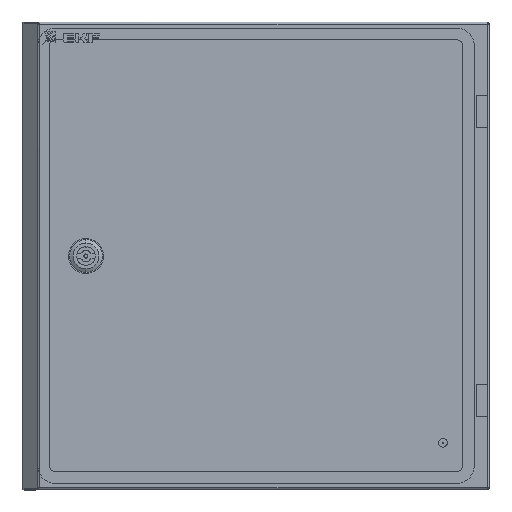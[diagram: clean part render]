
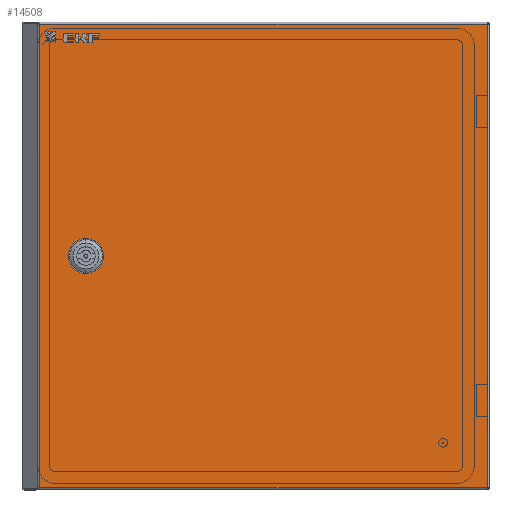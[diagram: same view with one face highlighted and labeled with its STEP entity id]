
A CAD part, top view. The second image highlights one B-rep face of the part: STEP entity #14508.
In plain terms, the highlighted face is planar.
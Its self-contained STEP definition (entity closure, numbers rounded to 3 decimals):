
#23 = EDGE_CURVE ( 'NONE', #14157, #2608, #15897, .T. ) ;
#103 = AXIS2_PLACEMENT_3D ( 'NONE', #18090, #6490, #20044 ) ;
#116 = CARTESIAN_POINT ( 'NONE',  ( 34.5, 0., 189. ) ) ;
#401 = ORIENTED_EDGE ( 'NONE', *, *, #8691, .T. ) ;
#709 = VERTEX_POINT ( 'NONE', #5414 ) ;
#1477 = AXIS2_PLACEMENT_3D ( 'NONE', #11385, #24891, #13300 ) ;
#1806 = DIRECTION ( 'NONE',  ( 0., 0., -1. ) ) ;
#2361 = ORIENTED_EDGE ( 'NONE', *, *, #4786, .F. ) ;
#2608 = VERTEX_POINT ( 'NONE', #18095 ) ;
#2785 = DIRECTION ( 'NONE',  ( 1., 0., 0. ) ) ;
#2801 = EDGE_CURVE ( 'NONE', #709, #12426, #9437, .T. ) ;
#2895 = VERTEX_POINT ( 'NONE', #5751 ) ;
#2956 = CARTESIAN_POINT ( 'NONE',  ( 47., 0., 205. ) ) ;
#3088 = EDGE_LOOP ( 'NONE', ( #20915, #21170, #23753, #23392 ) ) ;
#3140 = CARTESIAN_POINT ( 'NONE',  ( 47., 0., 192.5 ) ) ;
#3257 = CARTESIAN_POINT ( 'NONE',  ( -2.154, 0., 0.75 ) ) ;
#3316 = DIRECTION ( 'NONE',  ( 0., 0., -1. ) ) ;
#3332 = DIRECTION ( 'NONE',  ( 1., 0., 0. ) ) ;
#3633 = DIRECTION ( 'NONE',  ( 0., 0., -1. ) ) ;
#3821 = VERTEX_POINT ( 'NONE', #5084 ) ;
#3872 = CARTESIAN_POINT ( 'NONE',  ( 34.5, 0., 189. ) ) ;
#4053 = ORIENTED_EDGE ( 'NONE', *, *, #24433, .F. ) ;
#4062 = CIRCLE ( 'NONE', #17551, 3.5 ) ;
#4185 = CIRCLE ( 'NONE', #103, 3.5 ) ;
#4648 = LINE ( 'NONE', #10226, #9247 ) ;
#4707 = VERTEX_POINT ( 'NONE', #17728 ) ;
#4786 = EDGE_CURVE ( 'NONE', #12426, #13527, #16835, .T. ) ;
#4903 = DIRECTION ( 'NONE',  ( 0., 0., 1. ) ) ;
#5084 = CARTESIAN_POINT ( 'NONE',  ( 384., 0., 0.75 ) ) ;
#5109 = DIRECTION ( 'NONE',  ( 0., 0., -1. ) ) ;
#5243 = CARTESIAN_POINT ( 'NONE',  ( 34.5, 0., 192.5 ) ) ;
#5307 = CARTESIAN_POINT ( 'NONE',  ( 0.785, 0., 397.5 ) ) ;
#5414 = CARTESIAN_POINT ( 'NONE',  ( 31., 0., 192.5 ) ) ;
#5751 = CARTESIAN_POINT ( 'NONE',  ( 31., 0., 205. ) ) ;
#6321 = LINE ( 'NONE', #15401, #16650 ) ;
#6366 = DIRECTION ( 'NONE',  ( -1., 0., 0. ) ) ;
#6490 = DIRECTION ( 'NONE',  ( 0., -1., 0. ) ) ;
#6601 = DIRECTION ( 'NONE',  ( 0., 0., -1. ) ) ;
#6769 = FACE_OUTER_BOUND ( 'NONE', #3088, .T. ) ;
#6982 = VERTEX_POINT ( 'NONE', #23867 ) ;
#7065 = CARTESIAN_POINT ( 'NONE',  ( 47., 0., 189. ) ) ;
#7104 = CIRCLE ( 'NONE', #24968, 3.5 ) ;
#7113 = ORIENTED_EDGE ( 'NONE', *, *, #23322, .T. ) ;
#7371 = FACE_BOUND ( 'NONE', #8361, .T. ) ;
#7412 = LINE ( 'NONE', #20684, #16523 ) ;
#7420 = PLANE ( 'NONE',  #18083 ) ;
#8361 = EDGE_LOOP ( 'NONE', ( #17398, #23548, #13441, #4053, #16099, #18679, #23645, #2361 ) ) ;
#8691 = EDGE_CURVE ( 'NONE', #4707, #13623, #23529, .T. ) ;
#8727 = EDGE_CURVE ( 'NONE', #11451, #3821, #24408, .T. ) ;
#8991 = DIRECTION ( 'NONE',  ( 0., 1., 0. ) ) ;
#9213 = EDGE_CURVE ( 'NONE', #13527, #14157, #4062, .T. ) ;
#9247 = VECTOR ( 'NONE', #6366, 1000. ) ;
#9395 = DIRECTION ( 'NONE',  ( 0., -1., 0. ) ) ;
#9437 = CIRCLE ( 'NONE', #17873, 3.5 ) ;
#9559 = EDGE_CURVE ( 'NONE', #17148, #20277, #4648, .T. ) ;
#9706 = EDGE_CURVE ( 'NONE', #2608, #24582, #7104, .T. ) ;
#10226 = CARTESIAN_POINT ( 'NONE',  ( 384., 0., 396.75 ) ) ;
#11385 = CARTESIAN_POINT ( 'NONE',  ( 346., 0., 38.75 ) ) ;
#11451 = VERTEX_POINT ( 'NONE', #23791 ) ;
#11503 = EDGE_CURVE ( 'NONE', #6982, #2895, #4185, .T. ) ;
#11618 = DIRECTION ( 'NONE',  ( 0., -1., 0. ) ) ;
#11670 = CARTESIAN_POINT ( 'NONE',  ( 50.5, 0., 205. ) ) ;
#11951 = FACE_BOUND ( 'NONE', #16863, .T. ) ;
#12302 = VECTOR ( 'NONE', #2785, 1000. ) ;
#12426 = VERTEX_POINT ( 'NONE', #116 ) ;
#13300 = DIRECTION ( 'NONE',  ( 0., 0., 1. ) ) ;
#13441 = ORIENTED_EDGE ( 'NONE', *, *, #11503, .F. ) ;
#13527 = VERTEX_POINT ( 'NONE', #7065 ) ;
#13623 = VERTEX_POINT ( 'NONE', #20957 ) ;
#13919 = VECTOR ( 'NONE', #3316, 1000. ) ;
#14157 = VERTEX_POINT ( 'NONE', #19217 ) ;
#14508 = ADVANCED_FACE ( 'NONE', ( #11951, #7371, #6769 ), #7420, .T. ) ;
#14859 = DIRECTION ( 'NONE',  ( -1., 0., 0. ) ) ;
#15401 = CARTESIAN_POINT ( 'NONE',  ( 384., 0., 397.5 ) ) ;
#15897 = LINE ( 'NONE', #11670, #24111 ) ;
#16099 = ORIENTED_EDGE ( 'NONE', *, *, #9706, .F. ) ;
#16523 = VECTOR ( 'NONE', #14859, 1000. ) ;
#16556 = DIRECTION ( 'NONE',  ( 0., -1., 0. ) ) ;
#16650 = VECTOR ( 'NONE', #1806, 1000. ) ;
#16731 = DIRECTION ( 'NONE',  ( 0., -1., 0. ) ) ;
#16835 = LINE ( 'NONE', #3872, #12302 ) ;
#16863 = EDGE_LOOP ( 'NONE', ( #7113, #401 ) ) ;
#17109 = LINE ( 'NONE', #20170, #21676 ) ;
#17148 = VERTEX_POINT ( 'NONE', #17292 ) ;
#17292 = CARTESIAN_POINT ( 'NONE',  ( 384., 0., 396.75 ) ) ;
#17398 = ORIENTED_EDGE ( 'NONE', *, *, #2801, .F. ) ;
#17551 = AXIS2_PLACEMENT_3D ( 'NONE', #3140, #16731, #5109 ) ;
#17728 = CARTESIAN_POINT ( 'NONE',  ( 346., 0., 38.25 ) ) ;
#17873 = AXIS2_PLACEMENT_3D ( 'NONE', #5243, #11618, #3633 ) ;
#18083 = AXIS2_PLACEMENT_3D ( 'NONE', #19049, #9395, #22974 ) ;
#18090 = CARTESIAN_POINT ( 'NONE',  ( 34.5, 0., 205. ) ) ;
#18095 = CARTESIAN_POINT ( 'NONE',  ( 50.5, 0., 205. ) ) ;
#18679 = ORIENTED_EDGE ( 'NONE', *, *, #23, .F. ) ;
#19049 = CARTESIAN_POINT ( 'NONE',  ( 0., 0., 397.5 ) ) ;
#19095 = LINE ( 'NONE', #5307, #13919 ) ;
#19217 = CARTESIAN_POINT ( 'NONE',  ( 50.5, 0., 192.5 ) ) ;
#19256 = VECTOR ( 'NONE', #3332, 1000. ) ;
#19462 = CARTESIAN_POINT ( 'NONE',  ( 47., 0., 208.5 ) ) ;
#19719 = EDGE_CURVE ( 'NONE', #2895, #709, #17109, .T. ) ;
#20044 = DIRECTION ( 'NONE',  ( 0., 0., -1. ) ) ;
#20170 = CARTESIAN_POINT ( 'NONE',  ( 31., 0., 205. ) ) ;
#20277 = VERTEX_POINT ( 'NONE', #24373 ) ;
#20590 = CARTESIAN_POINT ( 'NONE',  ( 346., 0., 38.75 ) ) ;
#20684 = CARTESIAN_POINT ( 'NONE',  ( 34.5, 0., 208.5 ) ) ;
#20915 = ORIENTED_EDGE ( 'NONE', *, *, #22016, .T. ) ;
#20957 = CARTESIAN_POINT ( 'NONE',  ( 346., 0., 39.25 ) ) ;
#21170 = ORIENTED_EDGE ( 'NONE', *, *, #8727, .T. ) ;
#21676 = VECTOR ( 'NONE', #6601, 1000. ) ;
#21729 = EDGE_CURVE ( 'NONE', #17148, #3821, #6321, .T. ) ;
#22016 = EDGE_CURVE ( 'NONE', #20277, #11451, #19095, .T. ) ;
#22564 = DIRECTION ( 'NONE',  ( 0., 0., 1. ) ) ;
#22974 = DIRECTION ( 'NONE',  ( 0., 0., -1. ) ) ;
#23322 = EDGE_CURVE ( 'NONE', #13623, #4707, #25074, .T. ) ;
#23392 = ORIENTED_EDGE ( 'NONE', *, *, #9559, .T. ) ;
#23421 = AXIS2_PLACEMENT_3D ( 'NONE', #20590, #8991, #22564 ) ;
#23529 = CIRCLE ( 'NONE', #23421, 0.5 ) ;
#23548 = ORIENTED_EDGE ( 'NONE', *, *, #19719, .F. ) ;
#23645 = ORIENTED_EDGE ( 'NONE', *, *, #9213, .F. ) ;
#23753 = ORIENTED_EDGE ( 'NONE', *, *, #21729, .F. ) ;
#23791 = CARTESIAN_POINT ( 'NONE',  ( 0.785, 0., 0.75 ) ) ;
#23867 = CARTESIAN_POINT ( 'NONE',  ( 34.5, 0., 208.5 ) ) ;
#24111 = VECTOR ( 'NONE', #24898, 1000. ) ;
#24373 = CARTESIAN_POINT ( 'NONE',  ( 0.785, 0., 396.75 ) ) ;
#24408 = LINE ( 'NONE', #3257, #19256 ) ;
#24433 = EDGE_CURVE ( 'NONE', #24582, #6982, #7412, .T. ) ;
#24582 = VERTEX_POINT ( 'NONE', #19462 ) ;
#24891 = DIRECTION ( 'NONE',  ( 0., 1., 0. ) ) ;
#24898 = DIRECTION ( 'NONE',  ( 0., 0., 1. ) ) ;
#24968 = AXIS2_PLACEMENT_3D ( 'NONE', #2956, #16556, #4903 ) ;
#25074 = CIRCLE ( 'NONE', #1477, 0.5 ) ;
